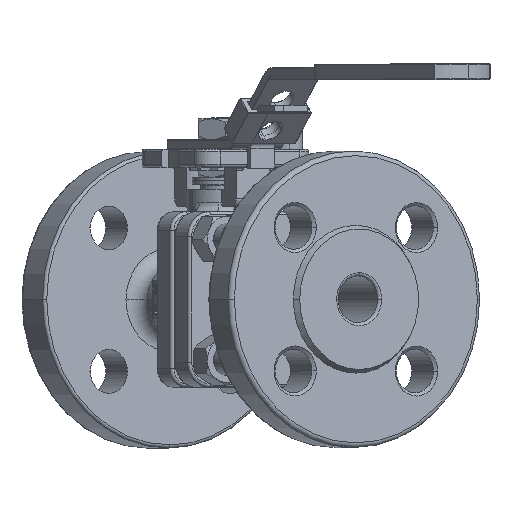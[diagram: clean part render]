
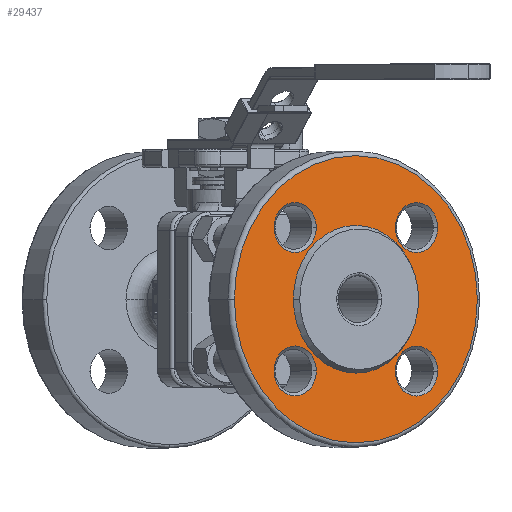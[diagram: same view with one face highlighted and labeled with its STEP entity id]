
A CAD part, top view. The second image highlights one B-rep face of the part: STEP entity #29437.
In plain terms, the highlighted planar face has unit normal (0.533, 0, 0.846).
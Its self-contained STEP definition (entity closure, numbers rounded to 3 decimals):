
#33 = CARTESIAN_POINT ( 'NONE',  ( 85.476, -14.581, 77.214 ) ) ;
#54 = VERTEX_POINT ( 'NONE', #17346 ) ;
#99 = VERTEX_POINT ( 'NONE', #50135 ) ;
#147 = DIRECTION ( 'NONE',  ( -0.533, 0., -0.846 ) ) ;
#897 = CARTESIAN_POINT ( 'NONE',  ( 104.924, 8.4, 64.97 ) ) ;
#1539 = DIRECTION ( 'NONE',  ( 0., -1., 0. ) ) ;
#3142 = AXIS2_PLACEMENT_3D ( 'NONE', #58987, #26473, #22228 ) ;
#3418 = ORIENTED_EDGE ( 'NONE', *, *, #48313, .T. ) ;
#4058 = DIRECTION ( 'NONE',  ( -0.533, 0., -0.846 ) ) ;
#4224 = EDGE_LOOP ( 'NONE', ( #46127, #57559 ) ) ;
#4554 = EDGE_CURVE ( 'NONE', #31759, #17394, #41365, .T. ) ;
#5629 = DIRECTION ( 'NONE',  ( -0.533, 0., -0.846 ) ) ;
#6228 = CARTESIAN_POINT ( 'NONE',  ( 124.372, 31.381, 52.727 ) ) ;
#7229 = CIRCLE ( 'NONE', #10102, 8. ) ;
#7305 = FACE_BOUND ( 'NONE', #16098, .T. ) ;
#7643 = DIRECTION ( 'NONE',  ( -0.533, 0., -0.846 ) ) ;
#7948 = ORIENTED_EDGE ( 'NONE', *, *, #18940, .T. ) ;
#8120 = VERTEX_POINT ( 'NONE', #36605 ) ;
#8626 = CARTESIAN_POINT ( 'NONE',  ( 124.942, 8.4, 52.368 ) ) ;
#9889 = CIRCLE ( 'NONE', #58449, 8. ) ;
#10102 = AXIS2_PLACEMENT_3D ( 'NONE', #31722, #4058, #37171 ) ;
#10911 = CARTESIAN_POINT ( 'NONE',  ( 85.476, 31.381, 77.214 ) ) ;
#11577 = PLANE ( 'NONE',  #24305 ) ;
#12467 = CIRCLE ( 'NONE', #30892, 23.655 ) ;
#13670 = DIRECTION ( 'NONE',  ( -0.533, 0., -0.846 ) ) ;
#14011 = CARTESIAN_POINT ( 'NONE',  ( 78.706, -14.581, 81.476 ) ) ;
#14452 = DIRECTION ( 'NONE',  ( -0.846, 0., 0.533 ) ) ;
#15156 = AXIS2_PLACEMENT_3D ( 'NONE', #6228, #5629, #57324 ) ;
#16098 = EDGE_LOOP ( 'NONE', ( #48795, #18500 ) ) ;
#16161 = FACE_BOUND ( 'NONE', #22389, .T. ) ;
#16936 = CARTESIAN_POINT ( 'NONE',  ( 104.924, 8.4, 64.97 ) ) ;
#17212 = CARTESIAN_POINT ( 'NONE',  ( 117.602, -14.581, 56.989 ) ) ;
#17346 = CARTESIAN_POINT ( 'NONE',  ( 78.706, 31.381, 81.476 ) ) ;
#17394 = VERTEX_POINT ( 'NONE', #35240 ) ;
#18500 = ORIENTED_EDGE ( 'NONE', *, *, #26820, .T. ) ;
#18940 = EDGE_CURVE ( 'NONE', #39827, #35673, #56427, .T. ) ;
#19064 = ORIENTED_EDGE ( 'NONE', *, *, #34174, .T. ) ;
#19900 = EDGE_CURVE ( 'NONE', #41907, #99, #51300, .T. ) ;
#22228 = DIRECTION ( 'NONE',  ( 0.846, 0., -0.533 ) ) ;
#22389 = EDGE_LOOP ( 'NONE', ( #3418, #39691 ) ) ;
#23747 = DIRECTION ( 'NONE',  ( -0.533, 0., -0.846 ) ) ;
#24305 = AXIS2_PLACEMENT_3D ( 'NONE', #30407, #25288, #1539 ) ;
#25288 = DIRECTION ( 'NONE',  ( 0.533, 0., 0.846 ) ) ;
#25416 = EDGE_LOOP ( 'NONE', ( #19064, #53964 ) ) ;
#25578 = FACE_BOUND ( 'NONE', #4224, .T. ) ;
#26056 = EDGE_CURVE ( 'NONE', #52953, #37020, #12467, .T. ) ;
#26462 = DIRECTION ( 'NONE',  ( 0.846, 0., -0.533 ) ) ;
#26473 = DIRECTION ( 'NONE',  ( -0.533, 0., -0.846 ) ) ;
#26820 = EDGE_CURVE ( 'NONE', #37020, #52953, #40656, .T. ) ;
#26912 = EDGE_LOOP ( 'NONE', ( #26932, #50307 ) ) ;
#26932 = ORIENTED_EDGE ( 'NONE', *, *, #19900, .F. ) ;
#26954 = CARTESIAN_POINT ( 'NONE',  ( 104.924, 8.4, 64.97 ) ) ;
#29353 = CIRCLE ( 'NONE', #3142, 46. ) ;
#29437 = ADVANCED_FACE ( 'NONE', ( #7305, #38634, #25578, #53502, #16161, #29812 ), #11577, .T. ) ;
#29790 = AXIS2_PLACEMENT_3D ( 'NONE', #33, #23747, #51074 ) ;
#29812 = FACE_OUTER_BOUND ( 'NONE', #26912, .T. ) ;
#30407 = CARTESIAN_POINT ( 'NONE',  ( 104.924, -15.255, 64.97 ) ) ;
#30745 = CIRCLE ( 'NONE', #29790, 8. ) ;
#30892 = AXIS2_PLACEMENT_3D ( 'NONE', #897, #37679, #33412 ) ;
#31048 = CARTESIAN_POINT ( 'NONE',  ( 124.372, -14.581, 52.727 ) ) ;
#31153 = CARTESIAN_POINT ( 'NONE',  ( 131.142, -14.581, 48.465 ) ) ;
#31722 = CARTESIAN_POINT ( 'NONE',  ( 124.372, 31.381, 52.727 ) ) ;
#31759 = VERTEX_POINT ( 'NONE', #58288 ) ;
#31870 = CIRCLE ( 'NONE', #53073, 8. ) ;
#31985 = CARTESIAN_POINT ( 'NONE',  ( 65.996, 8.4, 89.478 ) ) ;
#32312 = ORIENTED_EDGE ( 'NONE', *, *, #45413, .T. ) ;
#33412 = DIRECTION ( 'NONE',  ( -0.846, 0., 0.533 ) ) ;
#33840 = AXIS2_PLACEMENT_3D ( 'NONE', #16936, #40307, #54575 ) ;
#34174 = EDGE_CURVE ( 'NONE', #8120, #54, #9889, .T. ) ;
#35155 = EDGE_CURVE ( 'NONE', #99, #41907, #29353, .T. ) ;
#35199 = CARTESIAN_POINT ( 'NONE',  ( 85.476, -14.581, 77.214 ) ) ;
#35240 = CARTESIAN_POINT ( 'NONE',  ( 131.142, 31.381, 48.465 ) ) ;
#35316 = DIRECTION ( 'NONE',  ( 0.846, 0., -0.533 ) ) ;
#35673 = VERTEX_POINT ( 'NONE', #17212 ) ;
#36605 = CARTESIAN_POINT ( 'NONE',  ( 92.246, 31.381, 72.952 ) ) ;
#37004 = EDGE_CURVE ( 'NONE', #17394, #31759, #7229, .T. ) ;
#37020 = VERTEX_POINT ( 'NONE', #8626 ) ;
#37171 = DIRECTION ( 'NONE',  ( 0.846, 0., -0.533 ) ) ;
#37679 = DIRECTION ( 'NONE',  ( -0.533, 0., -0.846 ) ) ;
#37826 = DIRECTION ( 'NONE',  ( -0.533, 0., -0.846 ) ) ;
#38634 = FACE_BOUND ( 'NONE', #25416, .T. ) ;
#39691 = ORIENTED_EDGE ( 'NONE', *, *, #49899, .T. ) ;
#39827 = VERTEX_POINT ( 'NONE', #31153 ) ;
#40307 = DIRECTION ( 'NONE',  ( -0.533, 0., -0.846 ) ) ;
#40343 = DIRECTION ( 'NONE',  ( 0.846, 0., -0.533 ) ) ;
#40650 = AXIS2_PLACEMENT_3D ( 'NONE', #26954, #37826, #14452 ) ;
#40656 = CIRCLE ( 'NONE', #33840, 23.655 ) ;
#41021 = CARTESIAN_POINT ( 'NONE',  ( 85.476, 31.381, 77.214 ) ) ;
#41069 = EDGE_LOOP ( 'NONE', ( #7948, #32312 ) ) ;
#41365 = CIRCLE ( 'NONE', #15156, 8. ) ;
#41907 = VERTEX_POINT ( 'NONE', #31985 ) ;
#42238 = CARTESIAN_POINT ( 'NONE',  ( 84.906, 8.4, 77.573 ) ) ;
#42968 = VERTEX_POINT ( 'NONE', #47491 ) ;
#43124 = DIRECTION ( 'NONE',  ( -0.533, 0., -0.846 ) ) ;
#43183 = CIRCLE ( 'NONE', #49018, 8. ) ;
#43596 = VERTEX_POINT ( 'NONE', #14011 ) ;
#45413 = EDGE_CURVE ( 'NONE', #35673, #39827, #43183, .T. ) ;
#45514 = DIRECTION ( 'NONE',  ( -0.533, 0., -0.846 ) ) ;
#46127 = ORIENTED_EDGE ( 'NONE', *, *, #37004, .T. ) ;
#47491 = CARTESIAN_POINT ( 'NONE',  ( 92.246, -14.581, 72.952 ) ) ;
#48313 = EDGE_CURVE ( 'NONE', #42968, #43596, #30745, .T. ) ;
#48795 = ORIENTED_EDGE ( 'NONE', *, *, #26056, .T. ) ;
#49018 = AXIS2_PLACEMENT_3D ( 'NONE', #31048, #7643, #35316 ) ;
#49899 = EDGE_CURVE ( 'NONE', #43596, #42968, #58059, .T. ) ;
#50135 = CARTESIAN_POINT ( 'NONE',  ( 143.852, 8.4, 40.463 ) ) ;
#50307 = ORIENTED_EDGE ( 'NONE', *, *, #35155, .F. ) ;
#50574 = EDGE_CURVE ( 'NONE', #54, #8120, #31870, .T. ) ;
#51074 = DIRECTION ( 'NONE',  ( 0.846, 0., -0.533 ) ) ;
#51300 = CIRCLE ( 'NONE', #40650, 46. ) ;
#51556 = AXIS2_PLACEMENT_3D ( 'NONE', #55758, #147, #60052 ) ;
#52196 = AXIS2_PLACEMENT_3D ( 'NONE', #35199, #45514, #40343 ) ;
#52953 = VERTEX_POINT ( 'NONE', #42238 ) ;
#53073 = AXIS2_PLACEMENT_3D ( 'NONE', #10911, #43124, #56822 ) ;
#53502 = FACE_BOUND ( 'NONE', #41069, .T. ) ;
#53964 = ORIENTED_EDGE ( 'NONE', *, *, #50574, .T. ) ;
#54575 = DIRECTION ( 'NONE',  ( -0.846, 0., 0.533 ) ) ;
#55758 = CARTESIAN_POINT ( 'NONE',  ( 124.372, -14.581, 52.727 ) ) ;
#56427 = CIRCLE ( 'NONE', #51556, 8. ) ;
#56822 = DIRECTION ( 'NONE',  ( 0.846, 0., -0.533 ) ) ;
#57324 = DIRECTION ( 'NONE',  ( 0.846, 0., -0.533 ) ) ;
#57559 = ORIENTED_EDGE ( 'NONE', *, *, #4554, .T. ) ;
#58059 = CIRCLE ( 'NONE', #52196, 8. ) ;
#58288 = CARTESIAN_POINT ( 'NONE',  ( 117.602, 31.381, 56.989 ) ) ;
#58449 = AXIS2_PLACEMENT_3D ( 'NONE', #41021, #13670, #26462 ) ;
#58987 = CARTESIAN_POINT ( 'NONE',  ( 104.924, 8.4, 64.97 ) ) ;
#60052 = DIRECTION ( 'NONE',  ( 0.846, 0., -0.533 ) ) ;
